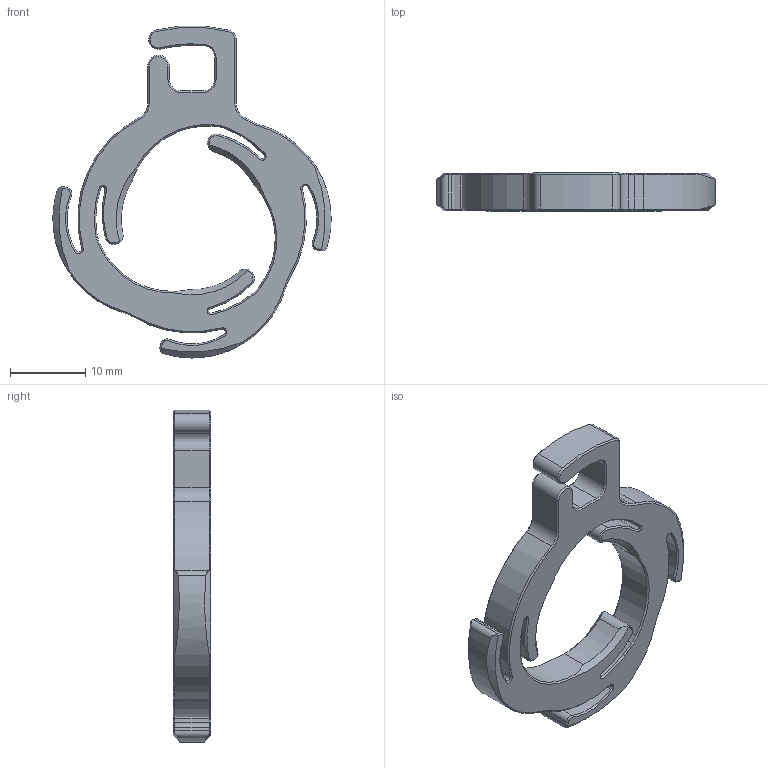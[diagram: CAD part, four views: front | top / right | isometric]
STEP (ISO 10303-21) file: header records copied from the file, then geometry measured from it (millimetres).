
FILE_DESCRIPTION(/* description */ ('3D tisk'),/* implementation_level */ '2;1');
FILE_NAME(/* name */ 'CENTR VLOZKA VNEJSI HLAVNE B v4.step',/* time_stamp */ '2025-05-23T10:12:54+02:00',/* author */ (''),/* organization */ (''),/* preprocessor_version */ 'ST-DEVELOPER v20.1',/* originating_system */ 'Autodesk Translation Framework v14.10.0.0',/* authorisation */ '');
FILE_SCHEMA (('AUTOMOTIVE_DESIGN { 1 0 10303 214 3 1 1 }'));
Length unit declared in the file: millimetre
Products named in the file (1): 9556
Bounding box: 37 x 5 x 44.14 mm (x, y, z)
Volume: 2775.3 mm3; surface area: 2647.8 mm2
Topology: 1 solids, 1 shells, 191 faces, 469 edges, 280 vertices
Faces by surface type: cone 112, cylinder 53, plane 26
Entity records: 5809 total; most frequent: CARTESIAN_POINT 1217, DIRECTION 1017, ORIENTED_EDGE 938, EDGE_CURVE 469, AXIS2_PLACEMENT_3D 410, VERTEX_POINT 280, CIRCLE 218, LINE 197
